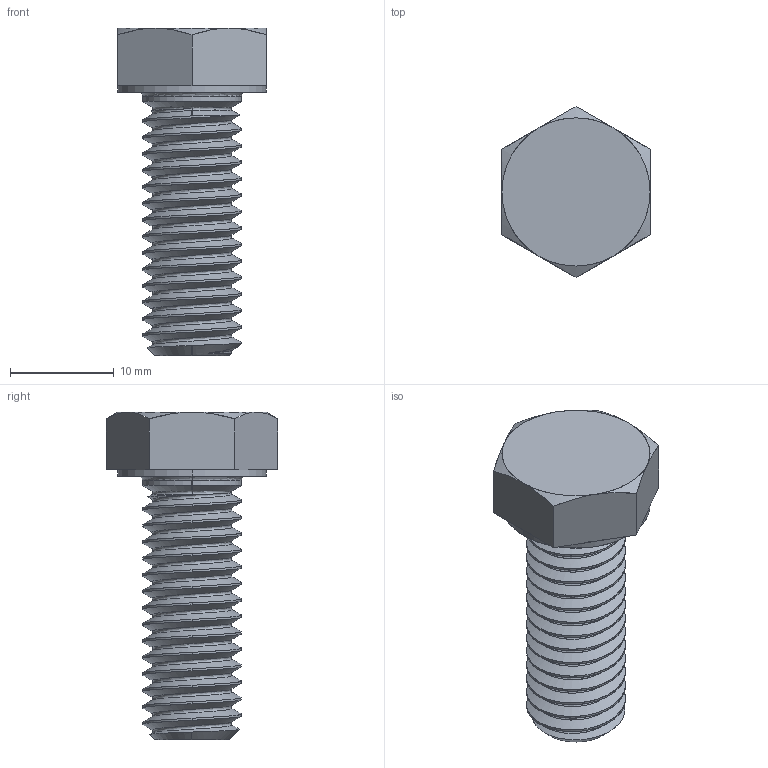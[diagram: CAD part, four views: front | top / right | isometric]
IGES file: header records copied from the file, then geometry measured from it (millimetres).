
Start section: SolidWorks IGES file using analytic representation for surfaces
Global section: file name: B00137CK9S.3D.IGS; native system: SolidWorks 2012; preprocessor: SolidWorks 2012; author: AE-20; date: 130724.232708; units: inch
Bounding box: 14.27 x 16.48 x 31.57 mm (x, y, z)
Surface area: 1748 mm2 (no closed solid volume)
Topology: 0 solids, 0 shells, 70 faces, 1106 edges, 1106 vertices
Faces by surface type: revolution 48, bspline 22
